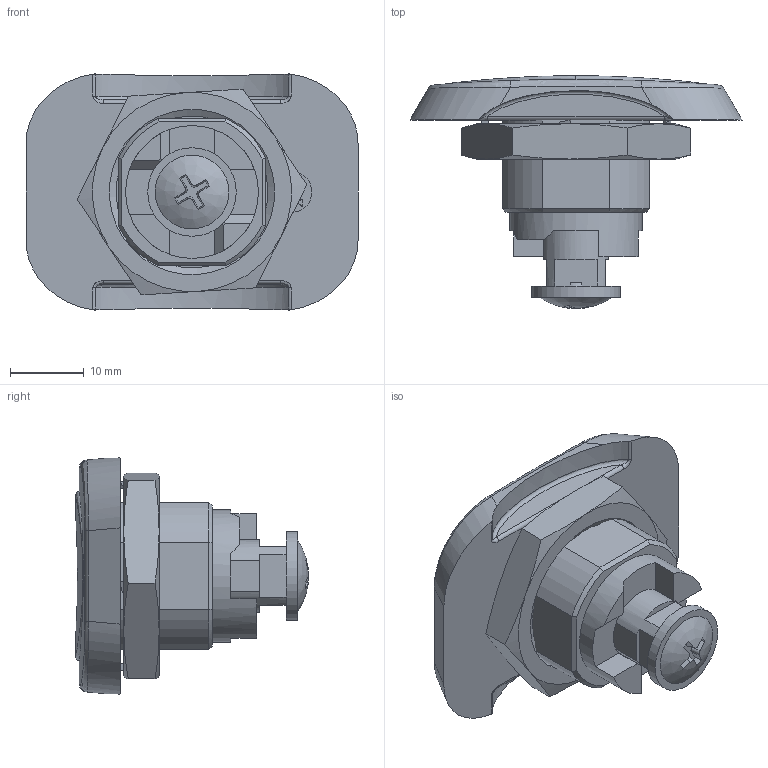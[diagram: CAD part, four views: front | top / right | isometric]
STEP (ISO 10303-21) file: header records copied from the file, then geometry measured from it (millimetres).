
FILE_DESCRIPTION(('STEP AP203'),'1');
FILE_NAME('561.20.12.42.00.step','2017-07-19T11:31:55',(' '),(' '),'Spatial InterOp 3D',' ',' ');
FILE_SCHEMA(('CONFIG_CONTROL_DESIGN'));
Length unit declared in the file: millimetre
Products named in the file (5): 1; 2; 3; 4; 5
Bounding box: 45 x 31.5 x 31.99 mm (x, y, z)
Volume: 12013.2 mm3; surface area: 9034.9 mm2
Topology: 5 solids, 5 shells, 188 faces, 541 edges, 377 vertices
Faces by surface type: plane 106, cylinder 36, cone 23, bspline 17, extrusion 6
Full cylindrical faces by diameter (mm): 5.1 x1, 5.5 x1, 10 x1, 12 x2, 12.4 x1, 15.3 x1, 15.8 x1, 18 x1, 20.6 x1
Entity records: 11407 total; most frequent: CARTESIAN_POINT 6673, ORIENTED_EDGE 1028, DIRECTION 789, EDGE_CURVE 514, VERTEX_POINT 366, AXIS2_PLACEMENT_3D 293, EDGE_LOOP 220, VECTOR 203
